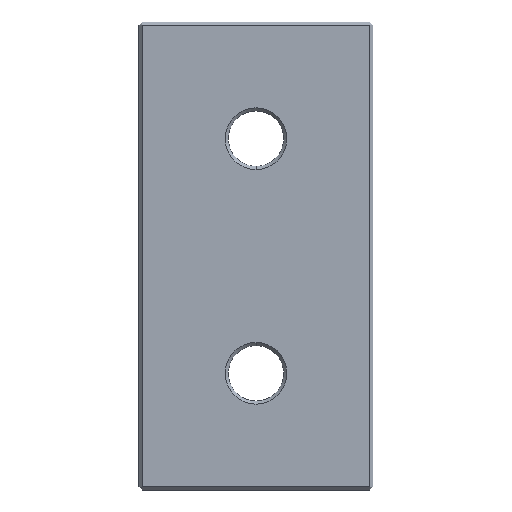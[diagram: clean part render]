
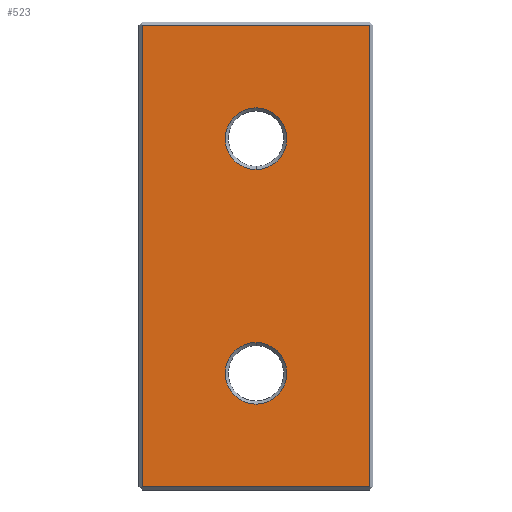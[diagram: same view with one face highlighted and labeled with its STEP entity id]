
A CAD part, front view. The second image highlights one B-rep face of the part: STEP entity #523.
In plain terms, the highlighted planar face has unit normal (0, -1, 0).
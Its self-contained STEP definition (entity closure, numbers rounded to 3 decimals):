
#7 = EDGE_CURVE ( 'NONE', #164, #327, #959, .T. ) ;
#35 = AXIS2_PLACEMENT_3D ( 'NONE', #404, #966, #828 ) ;
#37 = VECTOR ( 'NONE', #827, 1000. ) ;
#39 = EDGE_CURVE ( 'NONE', #327, #164, #895, .T. ) ;
#46 = FACE_BOUND ( 'NONE', #981, .T. ) ;
#58 = VERTEX_POINT ( 'NONE', #573 ) ;
#94 = VERTEX_POINT ( 'NONE', #112 ) ;
#101 = DIRECTION ( 'NONE',  ( 0., 0., 1. ) ) ;
#112 = CARTESIAN_POINT ( 'NONE',  ( 0., 0., -24.05 ) ) ;
#127 = CIRCLE ( 'NONE', #785, 5. ) ;
#164 = VERTEX_POINT ( 'NONE', #283 ) ;
#190 = VECTOR ( 'NONE', #584, 1000. ) ;
#191 = LINE ( 'NONE', #572, #190 ) ;
#201 = DIRECTION ( 'NONE',  ( 1., 0., 0. ) ) ;
#204 = AXIS2_PLACEMENT_3D ( 'NONE', #987, #594, #201 ) ;
#207 = VERTEX_POINT ( 'NONE', #453 ) ;
#209 = ORIENTED_EDGE ( 'NONE', *, *, #39, .T. ) ;
#223 = ORIENTED_EDGE ( 'NONE', *, *, #695, .T. ) ;
#231 = CIRCLE ( 'NONE', #801, 5. ) ;
#241 = DIRECTION ( 'NONE',  ( 1., 0., 0. ) ) ;
#246 = CARTESIAN_POINT ( 'NONE',  ( 0., 0., -14.05 ) ) ;
#283 = CARTESIAN_POINT ( 'NONE',  ( 0., 0., 24.05 ) ) ;
#289 = CARTESIAN_POINT ( 'NONE',  ( 0., 0., -19.05 ) ) ;
#327 = VERTEX_POINT ( 'NONE', #400 ) ;
#338 = DIRECTION ( 'NONE',  ( 0., 1., 0. ) ) ;
#353 = PLANE ( 'NONE',  #204 ) ;
#374 = AXIS2_PLACEMENT_3D ( 'NONE', #486, #338, #973 ) ;
#380 = EDGE_CURVE ( 'NONE', #94, #775, #231, .T. ) ;
#400 = CARTESIAN_POINT ( 'NONE',  ( 0., 0., 14.05 ) ) ;
#404 = CARTESIAN_POINT ( 'NONE',  ( 0., 0., 19.05 ) ) ;
#414 = CARTESIAN_POINT ( 'NONE',  ( 18.5, 0., 37.5 ) ) ;
#437 = EDGE_LOOP ( 'NONE', ( #209, #588 ) ) ;
#451 = ORIENTED_EDGE ( 'NONE', *, *, #380, .T. ) ;
#453 = CARTESIAN_POINT ( 'NONE',  ( 18.5, 0., -37.5 ) ) ;
#486 = CARTESIAN_POINT ( 'NONE',  ( 0., 0., 19.05 ) ) ;
#506 = LINE ( 'NONE', #903, #37 ) ;
#512 = FACE_BOUND ( 'NONE', #437, .T. ) ;
#523 = ADVANCED_FACE ( 'NONE', ( #512, #46, #757 ), #353, .F. ) ;
#529 = ORIENTED_EDGE ( 'NONE', *, *, #817, .T. ) ;
#553 = ORIENTED_EDGE ( 'NONE', *, *, #635, .T. ) ;
#572 = CARTESIAN_POINT ( 'NONE',  ( -19., 0., 37.5 ) ) ;
#573 = CARTESIAN_POINT ( 'NONE',  ( -18.5, 0., 37.5 ) ) ;
#584 = DIRECTION ( 'NONE',  ( -1., 0., 0. ) ) ;
#585 = VECTOR ( 'NONE', #241, 1000. ) ;
#588 = ORIENTED_EDGE ( 'NONE', *, *, #7, .T. ) ;
#594 = DIRECTION ( 'NONE',  ( 0., 1., 0. ) ) ;
#635 = EDGE_CURVE ( 'NONE', #775, #94, #127, .T. ) ;
#643 = DIRECTION ( 'NONE',  ( 0., 1., 0. ) ) ;
#653 = EDGE_LOOP ( 'NONE', ( #223, #915, #807, #529 ) ) ;
#695 = EDGE_CURVE ( 'NONE', #207, #832, #872, .T. ) ;
#717 = VERTEX_POINT ( 'NONE', #790 ) ;
#757 = FACE_OUTER_BOUND ( 'NONE', #653, .T. ) ;
#775 = VERTEX_POINT ( 'NONE', #246 ) ;
#785 = AXIS2_PLACEMENT_3D ( 'NONE', #289, #789, #1018 ) ;
#789 = DIRECTION ( 'NONE',  ( 0., 1., 0. ) ) ;
#790 = CARTESIAN_POINT ( 'NONE',  ( -18.5, 0., -37.5 ) ) ;
#801 = AXIS2_PLACEMENT_3D ( 'NONE', #964, #643, #101 ) ;
#807 = ORIENTED_EDGE ( 'NONE', *, *, #933, .T. ) ;
#817 = EDGE_CURVE ( 'NONE', #717, #207, #868, .T. ) ;
#827 = DIRECTION ( 'NONE',  ( 0., 0., -1. ) ) ;
#828 = DIRECTION ( 'NONE',  ( 0., 0., 1. ) ) ;
#832 = VERTEX_POINT ( 'NONE', #414 ) ;
#833 = VECTOR ( 'NONE', #932, 1000. ) ;
#868 = LINE ( 'NONE', #947, #585 ) ;
#872 = LINE ( 'NONE', #1014, #833 ) ;
#895 = CIRCLE ( 'NONE', #374, 5. ) ;
#903 = CARTESIAN_POINT ( 'NONE',  ( -18.5, 0., 38. ) ) ;
#915 = ORIENTED_EDGE ( 'NONE', *, *, #927, .T. ) ;
#927 = EDGE_CURVE ( 'NONE', #832, #58, #191, .T. ) ;
#932 = DIRECTION ( 'NONE',  ( 0., 0., 1. ) ) ;
#933 = EDGE_CURVE ( 'NONE', #58, #717, #506, .T. ) ;
#947 = CARTESIAN_POINT ( 'NONE',  ( -19., 0., -37.5 ) ) ;
#959 = CIRCLE ( 'NONE', #35, 5. ) ;
#964 = CARTESIAN_POINT ( 'NONE',  ( 0., 0., -19.05 ) ) ;
#966 = DIRECTION ( 'NONE',  ( 0., 1., 0. ) ) ;
#973 = DIRECTION ( 'NONE',  ( 0., 0., 1. ) ) ;
#981 = EDGE_LOOP ( 'NONE', ( #451, #553 ) ) ;
#987 = CARTESIAN_POINT ( 'NONE',  ( -19., 0., 38. ) ) ;
#1014 = CARTESIAN_POINT ( 'NONE',  ( 18.5, 0., 38. ) ) ;
#1018 = DIRECTION ( 'NONE',  ( 0., 0., 1. ) ) ;
